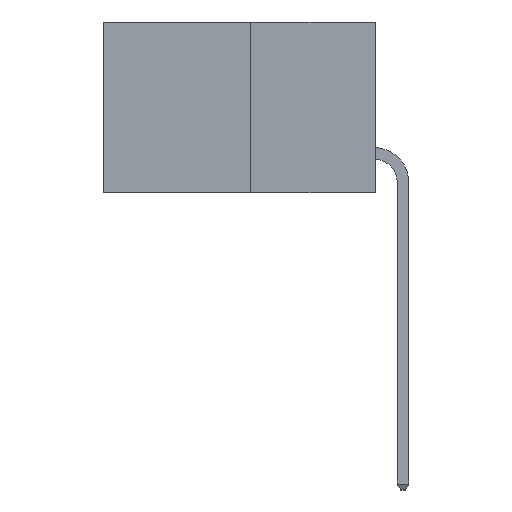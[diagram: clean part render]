
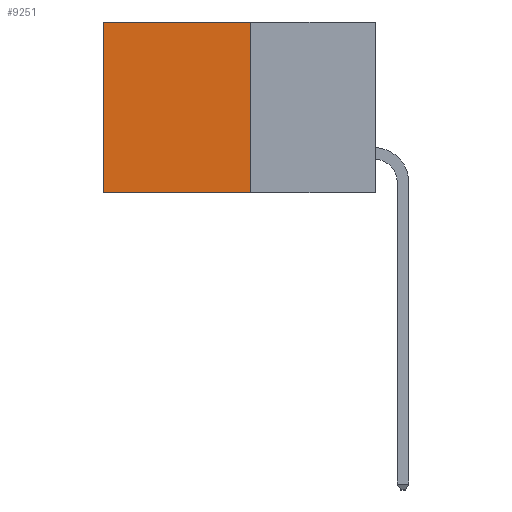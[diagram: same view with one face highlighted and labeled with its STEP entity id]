
A CAD part, left-side view. The second image highlights one B-rep face of the part: STEP entity #9251.
In plain terms, the highlighted planar face has unit normal (-1, 0, 0).
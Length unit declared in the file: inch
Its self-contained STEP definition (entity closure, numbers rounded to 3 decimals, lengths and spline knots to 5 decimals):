
#248 = VECTOR ( 'NONE', #7896, 39.37008 ) ;
#497 = LINE ( 'NONE', #7092, #248 ) ;
#673 = FACE_OUTER_BOUND ( 'NONE', #4184, .T. ) ;
#856 = CARTESIAN_POINT ( 'NONE',  ( 0.277, 0.59, -0.37 ) ) ;
#925 = DIRECTION ( 'NONE',  ( 0., 1., 0. ) ) ;
#969 = EDGE_CURVE ( 'NONE', #8889, #7198, #4427, .T. ) ;
#1275 = CARTESIAN_POINT ( 'NONE',  ( 0.277, 0.27, 0. ) ) ;
#1829 = AXIS2_PLACEMENT_3D ( 'NONE', #3266, #8924, #4068 ) ;
#1996 = ORIENTED_EDGE ( 'NONE', *, *, #969, .F. ) ;
#2292 = VECTOR ( 'NONE', #7227, 39.37008 ) ;
#2492 = EDGE_CURVE ( 'NONE', #7198, #5011, #4522, .T. ) ;
#2522 = LINE ( 'NONE', #5732, #8958 ) ;
#3140 = CARTESIAN_POINT ( 'NONE',  ( 0.277, 0.27, -0.37 ) ) ;
#3266 = CARTESIAN_POINT ( 'NONE',  ( 0.277, 0.27, -0.37 ) ) ;
#3288 = CARTESIAN_POINT ( 'NONE',  ( 0.277, 0.27, -0.37 ) ) ;
#4068 = DIRECTION ( 'NONE',  ( 0., 0., -1. ) ) ;
#4184 = EDGE_LOOP ( 'NONE', ( #5027, #9561, #1996, #8661 ) ) ;
#4427 = LINE ( 'NONE', #7910, #2292 ) ;
#4522 = LINE ( 'NONE', #3288, #5920 ) ;
#5011 = VERTEX_POINT ( 'NONE', #856 ) ;
#5027 = ORIENTED_EDGE ( 'NONE', *, *, #5463, .T. ) ;
#5463 = EDGE_CURVE ( 'NONE', #6895, #5011, #497, .T. ) ;
#5732 = CARTESIAN_POINT ( 'NONE',  ( 0.277, 0.27, 0. ) ) ;
#5920 = VECTOR ( 'NONE', #9215, 39.37008 ) ;
#6052 = CARTESIAN_POINT ( 'NONE',  ( 0.277, 0.59, 0. ) ) ;
#6895 = VERTEX_POINT ( 'NONE', #6052 ) ;
#7092 = CARTESIAN_POINT ( 'NONE',  ( 0.277, 0.59, -0.37 ) ) ;
#7198 = VERTEX_POINT ( 'NONE', #3140 ) ;
#7227 = DIRECTION ( 'NONE',  ( 0., 0., -1. ) ) ;
#7896 = DIRECTION ( 'NONE',  ( 0., 0., -1. ) ) ;
#7910 = CARTESIAN_POINT ( 'NONE',  ( 0.277, 0.27, -0.37 ) ) ;
#8111 = PLANE ( 'NONE',  #1829 ) ;
#8661 = ORIENTED_EDGE ( 'NONE', *, *, #9254, .T. ) ;
#8889 = VERTEX_POINT ( 'NONE', #1275 ) ;
#8924 = DIRECTION ( 'NONE',  ( 1., 0., 0. ) ) ;
#8958 = VECTOR ( 'NONE', #925, 39.37008 ) ;
#9215 = DIRECTION ( 'NONE',  ( 0., 1., 0. ) ) ;
#9251 = ADVANCED_FACE ( 'NONE', ( #673 ), #8111, .F. ) ;
#9254 = EDGE_CURVE ( 'NONE', #8889, #6895, #2522, .T. ) ;
#9561 = ORIENTED_EDGE ( 'NONE', *, *, #2492, .F. ) ;
